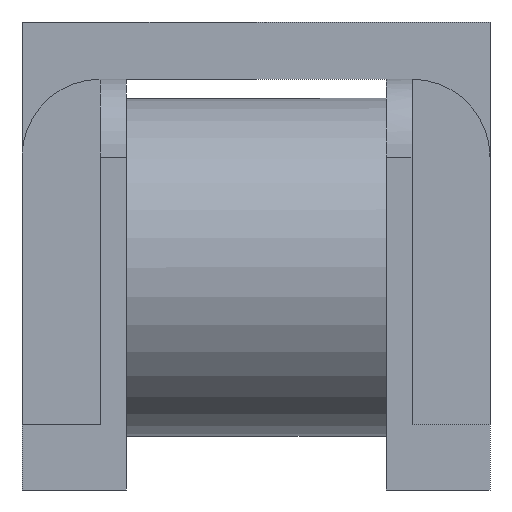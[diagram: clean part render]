
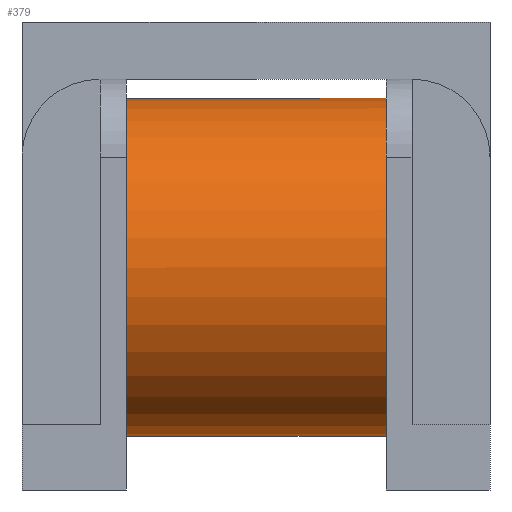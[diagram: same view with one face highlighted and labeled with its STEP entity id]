
A CAD part, front view. The second image highlights one B-rep face of the part: STEP entity #379.
In plain terms, the highlighted cylindrical face has radius 6.5 mm (diameter 13 mm), a partial arc.
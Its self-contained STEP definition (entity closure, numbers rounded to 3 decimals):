
#53 = ORIENTED_EDGE ( 'NONE', *, *, #118, .F. ) ;
#67 = CARTESIAN_POINT ( 'NONE',  ( -25.299, 12.682, 2.056 ) ) ;
#73 = CARTESIAN_POINT ( 'NONE',  ( -25.305, 12.682, 8.556 ) ) ;
#116 = DIRECTION ( 'NONE',  ( 1., 0., 0.001 ) ) ;
#118 = EDGE_CURVE ( 'NONE', #1045, #1021, #730, .T. ) ;
#276 = CARTESIAN_POINT ( 'NONE',  ( -25.311, 12.682, 15.056 ) ) ;
#292 = VECTOR ( 'NONE', #666, 1000. ) ;
#305 = EDGE_LOOP ( 'NONE', ( #1283, #1269, #476, #53 ) ) ;
#334 = DIRECTION ( 'NONE',  ( -1., 0., -0.001 ) ) ;
#345 = AXIS2_PLACEMENT_3D ( 'NONE', #73, #334, #962 ) ;
#379 = ADVANCED_FACE ( 'NONE', ( #941 ), #1477, .T. ) ;
#476 = ORIENTED_EDGE ( 'NONE', *, *, #1253, .T. ) ;
#488 = AXIS2_PLACEMENT_3D ( 'NONE', #1382, #116, #903 ) ;
#619 = CARTESIAN_POINT ( 'NONE',  ( -25.305, 12.682, 8.556 ) ) ;
#666 = DIRECTION ( 'NONE',  ( -1., 0., -0.001 ) ) ;
#682 = VERTEX_POINT ( 'NONE', #968 ) ;
#730 = LINE ( 'NONE', #67, #1521 ) ;
#773 = CIRCLE ( 'NONE', #488, 6.5 ) ;
#783 = CARTESIAN_POINT ( 'NONE',  ( -15.299, 12.682, 2.066 ) ) ;
#789 = LINE ( 'NONE', #276, #292 ) ;
#903 = DIRECTION ( 'NONE',  ( 0., -1., 0. ) ) ;
#941 = FACE_OUTER_BOUND ( 'NONE', #305, .T. ) ;
#962 = DIRECTION ( 'NONE',  ( 0.001, 0., -1. ) ) ;
#965 = EDGE_CURVE ( 'NONE', #682, #1486, #789, .T. ) ;
#968 = CARTESIAN_POINT ( 'NONE',  ( -15.311, 12.682, 15.066 ) ) ;
#1021 = VERTEX_POINT ( 'NONE', #1598 ) ;
#1045 = VERTEX_POINT ( 'NONE', #783 ) ;
#1150 = DIRECTION ( 'NONE',  ( 0., -1., 0. ) ) ;
#1252 = DIRECTION ( 'NONE',  ( -1., 0., -0.001 ) ) ;
#1253 = EDGE_CURVE ( 'NONE', #1486, #1021, #1688, .T. ) ;
#1269 = ORIENTED_EDGE ( 'NONE', *, *, #965, .T. ) ;
#1283 = ORIENTED_EDGE ( 'NONE', *, *, #1502, .F. ) ;
#1382 = CARTESIAN_POINT ( 'NONE',  ( -15.305, 12.682, 8.566 ) ) ;
#1412 = AXIS2_PLACEMENT_3D ( 'NONE', #619, #1558, #1150 ) ;
#1477 = CYLINDRICAL_SURFACE ( 'NONE', #345, 6.5 ) ;
#1486 = VERTEX_POINT ( 'NONE', #1674 ) ;
#1502 = EDGE_CURVE ( 'NONE', #682, #1045, #773, .T. ) ;
#1521 = VECTOR ( 'NONE', #1252, 1000. ) ;
#1558 = DIRECTION ( 'NONE',  ( 1., 0., 0.001 ) ) ;
#1598 = CARTESIAN_POINT ( 'NONE',  ( -25.299, 12.682, 2.056 ) ) ;
#1674 = CARTESIAN_POINT ( 'NONE',  ( -25.311, 12.682, 15.056 ) ) ;
#1688 = CIRCLE ( 'NONE', #1412, 6.5 ) ;
